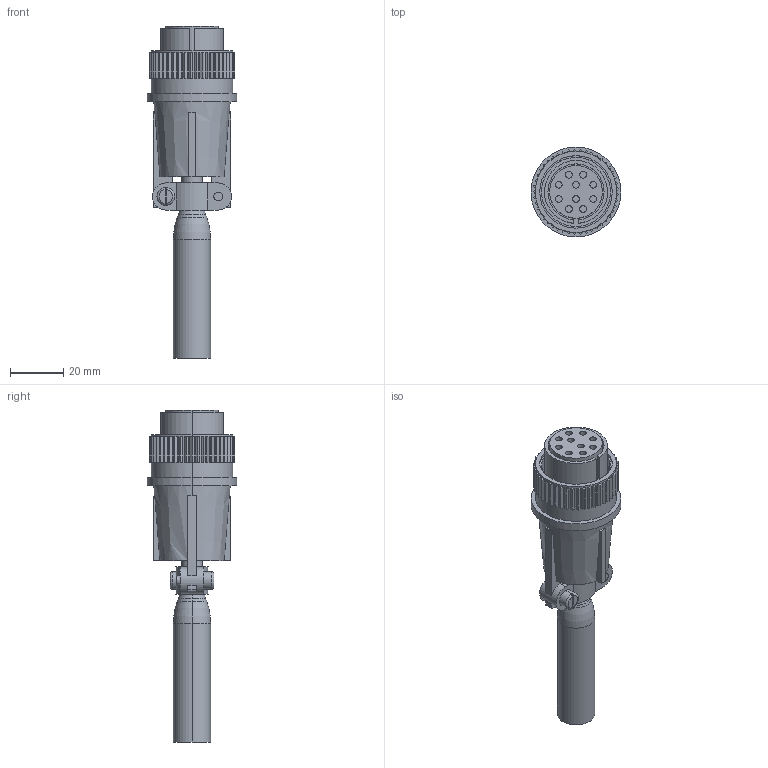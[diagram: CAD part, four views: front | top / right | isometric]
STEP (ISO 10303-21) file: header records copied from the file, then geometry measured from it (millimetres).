
FILE_DESCRIPTION (( 'STEP AP203' ), '1' );
FILE_NAME ('18XX MATING CONN.STEP', '2019-05-06T14:44:05', ( '' ), ( '' ), 'SwSTEP 2.0', 'SolidWorks 2017', '' );
FILE_SCHEMA (( 'CONFIG_CONTROL_DESIGN' ));
Length unit declared in the file: inch
Products named in the file (1): 18XX MATING CONN
Bounding box: 33.78 x 33.78 x 124.64 mm (x, y, z)
Volume: 37089.7 mm3; surface area: 19715.7 mm2
Topology: 1 solids, 2 shells, 372 faces, 883 edges, 582 vertices
Faces by surface type: plane 294, cylinder 60, torus 12, cone 6
Entity records: 10888 total; most frequent: CARTESIAN_POINT 1938, DIRECTION 1881, ORIENTED_EDGE 1766, EDGE_CURVE 883, AXIS2_PLACEMENT_3D 641, LINE 599, VECTOR 599, VERTEX_POINT 582
